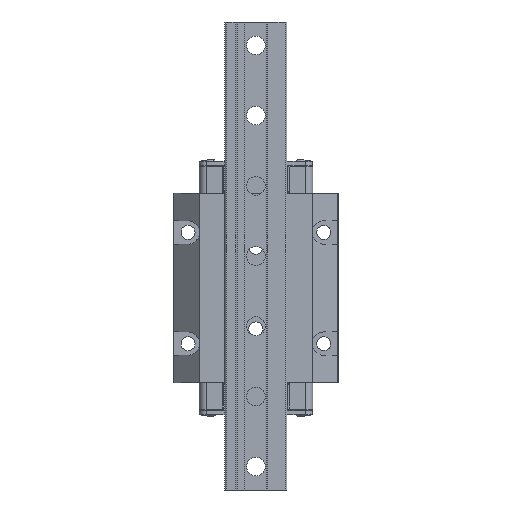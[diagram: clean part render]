
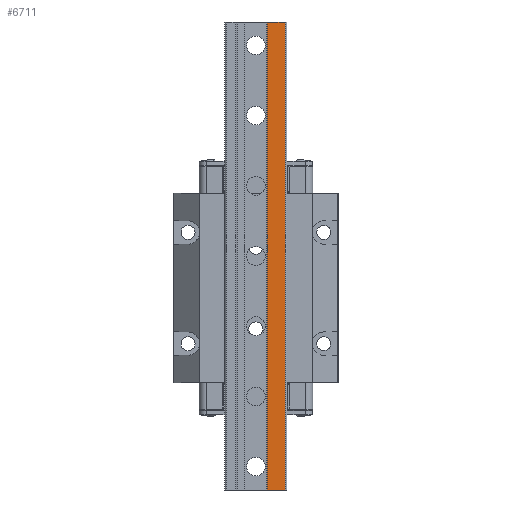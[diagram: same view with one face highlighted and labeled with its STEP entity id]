
A CAD part, front view. The second image highlights one B-rep face of the part: STEP entity #6711.
In plain terms, the highlighted planar face has unit normal (0, -1, 0).
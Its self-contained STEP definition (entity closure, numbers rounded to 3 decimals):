
#2610 = DIRECTION ( 'NONE',  ( 0., 0., 1. ) ) ;
#4047 = VERTEX_POINT ( 'NONE', #12176 ) ;
#6329 = DIRECTION ( 'NONE',  ( 0., 0., -1. ) ) ;
#6391 = EDGE_CURVE ( 'NONE', #17463, #12317, #11144, .T. ) ;
#6711 = ADVANCED_FACE ( 'NONE', ( #13111 ), #27590, .T. ) ;
#6712 = DIRECTION ( 'NONE',  ( 1., 0., 0. ) ) ;
#6930 = CARTESIAN_POINT ( 'NONE',  ( 9.9, -0.4, -200. ) ) ;
#6975 = EDGE_LOOP ( 'NONE', ( #38473, #13633, #46483, #9171 ) ) ;
#7422 = CARTESIAN_POINT ( 'NONE',  ( 25.2, -0.4, 200. ) ) ;
#9171 = ORIENTED_EDGE ( 'NONE', *, *, #10485, .T. ) ;
#10165 = EDGE_CURVE ( 'NONE', #12317, #31006, #33162, .T. ) ;
#10485 = EDGE_CURVE ( 'NONE', #17463, #4047, #39784, .T. ) ;
#11144 = LINE ( 'NONE', #6930, #32390 ) ;
#12176 = CARTESIAN_POINT ( 'NONE',  ( 25.2, -0.4, -200. ) ) ;
#12317 = VERTEX_POINT ( 'NONE', #42408 ) ;
#13111 = FACE_OUTER_BOUND ( 'NONE', #6975, .T. ) ;
#13517 = DIRECTION ( 'NONE',  ( 1., 0., 0. ) ) ;
#13633 = ORIENTED_EDGE ( 'NONE', *, *, #10165, .F. ) ;
#15725 = DIRECTION ( 'NONE',  ( 0., 0., 1. ) ) ;
#17199 = VECTOR ( 'NONE', #6712, 1000. ) ;
#17463 = VERTEX_POINT ( 'NONE', #40342 ) ;
#23330 = CARTESIAN_POINT ( 'NONE',  ( 9.9, -0.4, -200. ) ) ;
#27590 = PLANE ( 'NONE',  #45415 ) ;
#29053 = LINE ( 'NONE', #41154, #30391 ) ;
#30391 = VECTOR ( 'NONE', #15725, 1000. ) ;
#31006 = VERTEX_POINT ( 'NONE', #7422 ) ;
#31830 = VECTOR ( 'NONE', #13517, 1000. ) ;
#31833 = DIRECTION ( 'NONE',  ( 0., -1., 0. ) ) ;
#32390 = VECTOR ( 'NONE', #2610, 1000. ) ;
#33162 = LINE ( 'NONE', #34717, #31830 ) ;
#34717 = CARTESIAN_POINT ( 'NONE',  ( 9.9, -0.4, 200. ) ) ;
#36480 = CARTESIAN_POINT ( 'NONE',  ( 9.9, -0.4, -200. ) ) ;
#38473 = ORIENTED_EDGE ( 'NONE', *, *, #54779, .T. ) ;
#39784 = LINE ( 'NONE', #36480, #17199 ) ;
#40342 = CARTESIAN_POINT ( 'NONE',  ( 9.9, -0.4, -200. ) ) ;
#41154 = CARTESIAN_POINT ( 'NONE',  ( 25.2, -0.4, -200. ) ) ;
#42408 = CARTESIAN_POINT ( 'NONE',  ( 9.9, -0.4, 200. ) ) ;
#45415 = AXIS2_PLACEMENT_3D ( 'NONE', #23330, #31833, #6329 ) ;
#46483 = ORIENTED_EDGE ( 'NONE', *, *, #6391, .F. ) ;
#54779 = EDGE_CURVE ( 'NONE', #4047, #31006, #29053, .T. ) ;
